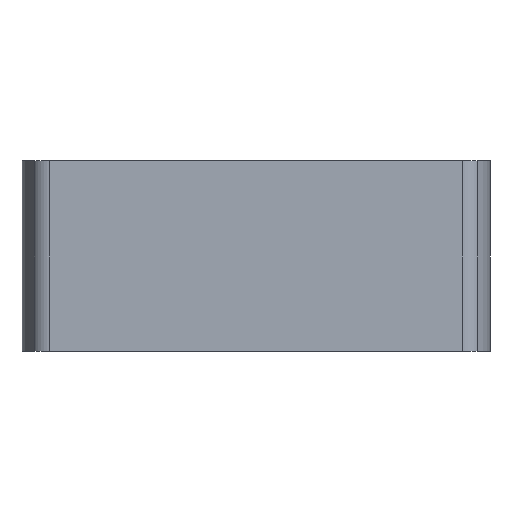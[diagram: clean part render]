
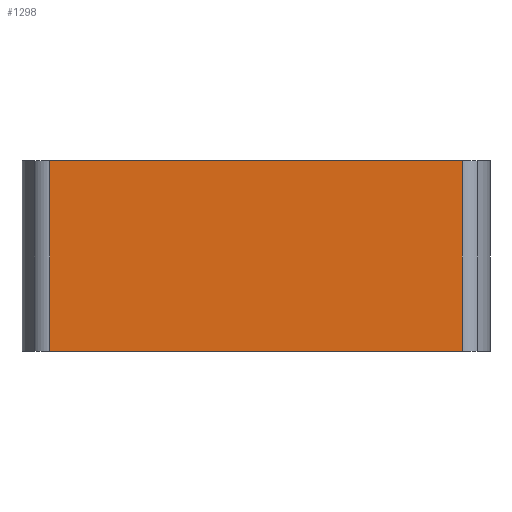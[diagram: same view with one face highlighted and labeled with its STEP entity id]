
A CAD part, front view. The second image highlights one B-rep face of the part: STEP entity #1298.
In plain terms, the highlighted planar face has unit normal (0, -1, 0).
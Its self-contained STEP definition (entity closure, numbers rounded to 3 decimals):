
#108=FACE_OUTER_BOUND('',#174,.T.);
#174=EDGE_LOOP('',(#1123,#1124,#1125,#1126));
#274=LINE('',#1966,#402);
#365=LINE('',#2229,#493);
#366=LINE('',#2232,#494);
#367=LINE('',#2233,#495);
#402=VECTOR('',#1549,10.);
#493=VECTOR('',#1820,10.);
#494=VECTOR('',#1823,10.);
#495=VECTOR('',#1824,10.);
#560=VERTEX_POINT('',#1963);
#561=VERTEX_POINT('',#1965);
#623=VERTEX_POINT('',#2227);
#624=VERTEX_POINT('',#2231);
#688=EDGE_CURVE('',#560,#561,#274,.T.);
#811=EDGE_CURVE('',#560,#623,#365,.T.);
#812=EDGE_CURVE('',#624,#623,#366,.T.);
#813=EDGE_CURVE('',#561,#624,#367,.T.);
#1123=ORIENTED_EDGE('',*,*,#811,.T.);
#1124=ORIENTED_EDGE('',*,*,#812,.F.);
#1125=ORIENTED_EDGE('',*,*,#813,.F.);
#1126=ORIENTED_EDGE('',*,*,#688,.F.);
#1234=PLANE('',#1447);
#1298=ADVANCED_FACE('',(#108),#1234,.T.);
#1447=AXIS2_PLACEMENT_3D('',#2230,#1821,#1822);
#1549=DIRECTION('',(-1.,0.,0.));
#1820=DIRECTION('',(0.,0.,1.));
#1821=DIRECTION('center_axis',(0.,-1.,0.));
#1822=DIRECTION('ref_axis',(1.,0.,0.));
#1823=DIRECTION('',(1.,0.,0.));
#1824=DIRECTION('',(0.,0.,1.));
#1963=CARTESIAN_POINT('',(8.508,-17.45,-197.45));
#1965=CARTESIAN_POINT('',(-13.508,-17.45,-197.45));
#1966=CARTESIAN_POINT('',(-13.508,-17.45,-197.45));
#2227=CARTESIAN_POINT('',(8.508,-17.45,-187.25));
#2229=CARTESIAN_POINT('',(8.508,-17.45,-192.35));
#2230=CARTESIAN_POINT('Origin',(-13.508,-17.45,-192.35));
#2231=CARTESIAN_POINT('',(-13.508,-17.45,-187.25));
#2232=CARTESIAN_POINT('',(-13.508,-17.45,-187.25));
#2233=CARTESIAN_POINT('',(-13.508,-17.45,-192.35));
